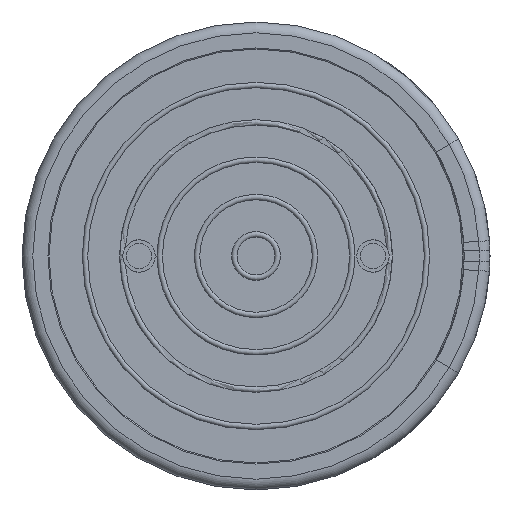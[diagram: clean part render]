
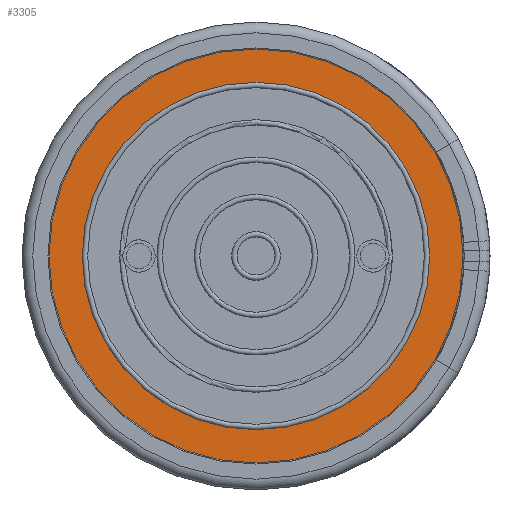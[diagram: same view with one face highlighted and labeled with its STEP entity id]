
A CAD part, front view. The second image highlights one B-rep face of the part: STEP entity #3305.
In plain terms, the highlighted planar face has unit normal (0, -1, 0).
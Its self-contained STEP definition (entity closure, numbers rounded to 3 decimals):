
#47=FACE_BOUND('',#524,.T.);
#249=PLANE('',#3677);
#371=FACE_OUTER_BOUND('',#523,.T.);
#523=EDGE_LOOP('',(#3000,#3001));
#524=EDGE_LOOP('',(#3002,#3003));
#988=CIRCLE('',#3593,5.75);
#989=CIRCLE('',#3594,5.75);
#1021=CIRCLE('',#3635,4.825);
#1022=CIRCLE('',#3636,4.825);
#1416=VERTEX_POINT('',#6486);
#1417=VERTEX_POINT('',#6488);
#1444=VERTEX_POINT('',#6566);
#1445=VERTEX_POINT('',#6567);
#1903=EDGE_CURVE('',#1416,#1417,#988,.T.);
#1904=EDGE_CURVE('',#1417,#1416,#989,.T.);
#1945=EDGE_CURVE('',#1444,#1445,#1021,.T.);
#1946=EDGE_CURVE('',#1445,#1444,#1022,.T.);
#3000=ORIENTED_EDGE('',*,*,#1904,.F.);
#3001=ORIENTED_EDGE('',*,*,#1903,.F.);
#3002=ORIENTED_EDGE('',*,*,#1945,.T.);
#3003=ORIENTED_EDGE('',*,*,#1946,.T.);
#3305=ADVANCED_FACE('',(#371,#47),#249,.T.);
#3593=AXIS2_PLACEMENT_3D('',#6489,#4338,#4339);
#3594=AXIS2_PLACEMENT_3D('',#6490,#4340,#4341);
#3635=AXIS2_PLACEMENT_3D('',#6568,#4431,#4432);
#3636=AXIS2_PLACEMENT_3D('',#6569,#4433,#4434);
#3677=AXIS2_PLACEMENT_3D('',#6643,#4526,#4527);
#4338=DIRECTION('center_axis',(0.,1.,0.));
#4339=DIRECTION('ref_axis',(1.,0.,0.));
#4340=DIRECTION('center_axis',(0.,1.,0.));
#4341=DIRECTION('ref_axis',(1.,0.,0.));
#4431=DIRECTION('center_axis',(0.,1.,0.));
#4432=DIRECTION('ref_axis',(-1.,0.,0.));
#4433=DIRECTION('center_axis',(0.,1.,0.));
#4434=DIRECTION('ref_axis',(-1.,0.,0.));
#4526=DIRECTION('center_axis',(0.,-1.,0.));
#4527=DIRECTION('ref_axis',(0.,0.,-1.));
#6486=CARTESIAN_POINT('',(-5.75,0.1,0.));
#6488=CARTESIAN_POINT('',(5.75,0.1,0.));
#6489=CARTESIAN_POINT('Origin',(0.,0.1,0.));
#6490=CARTESIAN_POINT('Origin',(0.,0.1,0.));
#6566=CARTESIAN_POINT('',(-4.825,0.1,0.));
#6567=CARTESIAN_POINT('',(4.825,0.1,0.));
#6568=CARTESIAN_POINT('Origin',(0.,0.1,0.));
#6569=CARTESIAN_POINT('Origin',(0.,0.1,0.));
#6643=CARTESIAN_POINT('Origin',(0.,0.1,0.));
